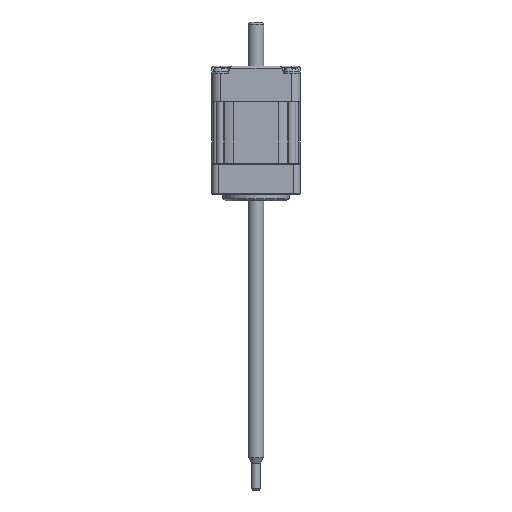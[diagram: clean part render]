
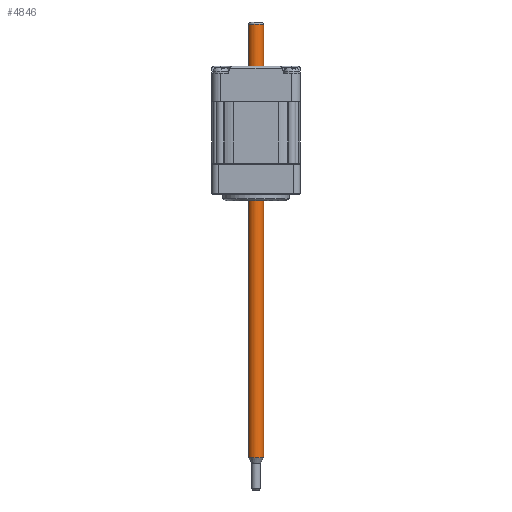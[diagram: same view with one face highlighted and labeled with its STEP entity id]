
A CAD part, front view. The second image highlights one B-rep face of the part: STEP entity #4846.
In plain terms, the highlighted cylindrical face has radius 1.75 mm (diameter 3.5 mm), a partial arc.
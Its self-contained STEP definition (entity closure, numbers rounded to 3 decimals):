
#593 = CARTESIAN_POINT ( 'NONE',  ( 4.067, -2.578, -95.484 ) ) ;
#615 = VERTEX_POINT ( 'NONE', #5740 ) ;
#690 = VECTOR ( 'NONE', #9514, 1000. ) ;
#988 = FACE_OUTER_BOUND ( 'NONE', #7339, .T. ) ;
#1339 = EDGE_CURVE ( 'NONE', #10320, #615, #3416, .T. ) ;
#1577 = DIRECTION ( 'NONE',  ( 0., 0., -1. ) ) ;
#2053 = AXIS2_PLACEMENT_3D ( 'NONE', #9499, #3705, #10459 ) ;
#2055 = CARTESIAN_POINT ( 'NONE',  ( 2.453, -3.253, -95.484 ) ) ;
#2353 = EDGE_CURVE ( 'NONE', #11564, #615, #8098, .T. ) ;
#2515 = VERTEX_POINT ( 'NONE', #9883 ) ;
#2728 = LINE ( 'NONE', #593, #7579 ) ;
#2894 = DIRECTION ( 'NONE',  ( 0., 0., -1. ) ) ;
#3208 = ORIENTED_EDGE ( 'NONE', *, *, #10991, .T. ) ;
#3352 = ORIENTED_EDGE ( 'NONE', *, *, #7384, .F. ) ;
#3416 = CIRCLE ( 'NONE', #8218, 1.75 ) ;
#3705 = DIRECTION ( 'NONE',  ( 0., 0., -1. ) ) ;
#4526 = CARTESIAN_POINT ( 'NONE',  ( 4.067, -2.578, -72.785 ) ) ;
#4680 = CARTESIAN_POINT ( 'NONE',  ( 0.839, -3.929, -95.484 ) ) ;
#4846 = ADVANCED_FACE ( 'NONE', ( #988 ), #10347, .T. ) ;
#5740 = CARTESIAN_POINT ( 'NONE',  ( 0.839, -3.929, -72.785 ) ) ;
#7339 = EDGE_LOOP ( 'NONE', ( #3352, #3208, #9731, #12213 ) ) ;
#7384 = EDGE_CURVE ( 'NONE', #2515, #10320, #2728, .T. ) ;
#7579 = VECTOR ( 'NONE', #1577, 1000. ) ;
#7830 = DIRECTION ( 'NONE',  ( 0., 0., -1. ) ) ;
#8098 = LINE ( 'NONE', #4680, #690 ) ;
#8218 = AXIS2_PLACEMENT_3D ( 'NONE', #8686, #2894, #9657 ) ;
#8686 = CARTESIAN_POINT ( 'NONE',  ( 2.453, -3.253, -72.785 ) ) ;
#9225 = CARTESIAN_POINT ( 'NONE',  ( 0.839, -3.929, 25.416 ) ) ;
#9355 = CIRCLE ( 'NONE', #2053, 1.75 ) ;
#9499 = CARTESIAN_POINT ( 'NONE',  ( 2.453, -3.253, 25.416 ) ) ;
#9514 = DIRECTION ( 'NONE',  ( 0., 0., -1. ) ) ;
#9603 = AXIS2_PLACEMENT_3D ( 'NONE', #2055, #7830, #10674 ) ;
#9657 = DIRECTION ( 'NONE',  ( 0.922, 0.386, 0. ) ) ;
#9731 = ORIENTED_EDGE ( 'NONE', *, *, #2353, .T. ) ;
#9883 = CARTESIAN_POINT ( 'NONE',  ( 4.067, -2.578, 25.416 ) ) ;
#10320 = VERTEX_POINT ( 'NONE', #4526 ) ;
#10347 = CYLINDRICAL_SURFACE ( 'NONE', #9603, 1.75 ) ;
#10459 = DIRECTION ( 'NONE',  ( -0.922, -0.386, 0. ) ) ;
#10674 = DIRECTION ( 'NONE',  ( -0.922, -0.386, 0. ) ) ;
#10991 = EDGE_CURVE ( 'NONE', #2515, #11564, #9355, .T. ) ;
#11564 = VERTEX_POINT ( 'NONE', #9225 ) ;
#12213 = ORIENTED_EDGE ( 'NONE', *, *, #1339, .F. ) ;
